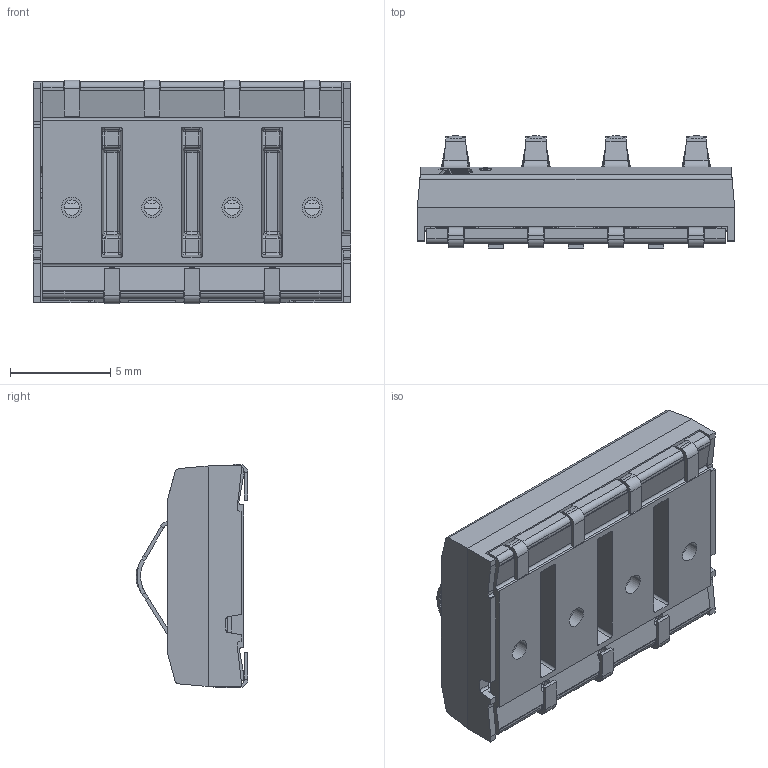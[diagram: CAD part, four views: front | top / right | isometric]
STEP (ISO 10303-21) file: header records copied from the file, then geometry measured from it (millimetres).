
FILE_DESCRIPTION((''),'2;1');
FILE_NAME('33756-73707','2021-04-30T07:41:47',('RICKB'),('Bourns, Inc.'),'CREO PARAMETRIC BY PTC INC, 2018050','CREO PARAMETRIC BY PTC INC, 2018050','');
FILE_SCHEMA(('AUTOMOTIVE_DESIGN { 1 0 10303 214 1 1 1 1 }'));
Length unit declared in the file: inch
Products named in the file (1): 33756-73707
Bounding box: 15.82 x 5.58 x 11.15 mm (x, y, z)
Volume: 310.1 mm3; surface area: 1381 mm2
Topology: 1 solids, 1 shells, 1229 faces, 3323 edges, 2046 vertices
Faces by surface type: plane 805, cylinder 310, bspline 90, sphere 24
Entity records: 53400 total; most frequent: CARTESIAN_POINT 12947, ORIENTED_EDGE 6614, DIRECTION 5851, PRESENTATION_STYLE_ASSIGNMENT 3324, STYLED_ITEM 3308, CURVE_STYLE 3307, EDGE_CURVE 3307, VECTOR 2413
